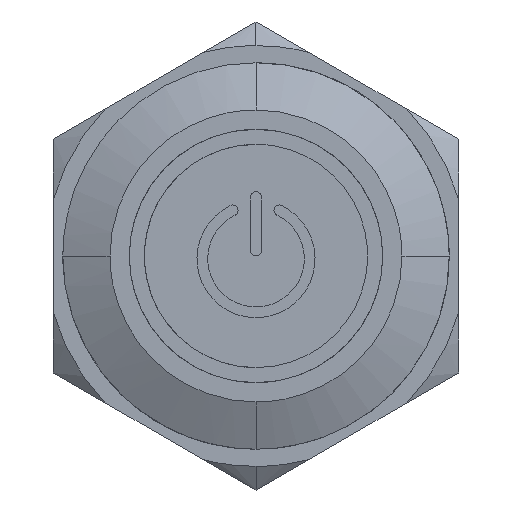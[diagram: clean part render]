
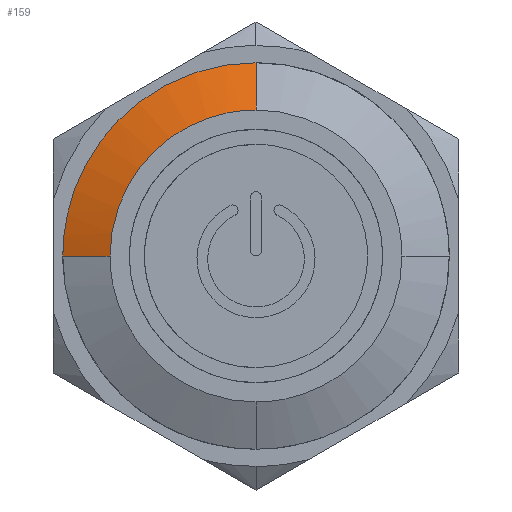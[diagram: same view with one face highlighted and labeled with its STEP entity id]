
A CAD part, front view. The second image highlights one B-rep face of the part: STEP entity #159.
In plain terms, the highlighted free-form (B-spline) face has degree [1, 2] with [2, 3] control points.
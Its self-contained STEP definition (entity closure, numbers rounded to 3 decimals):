
#159=ADVANCED_FACE('',(#288),#4140,.T.);
#288=FACE_OUTER_BOUND('',#431,.T.);
#431=EDGE_LOOP('',(#977,#978,#979,#980));
#977=ORIENTED_EDGE('',*,*,#3035,.T.);
#978=ORIENTED_EDGE('',*,*,#3036,.T.);
#979=ORIENTED_EDGE('',*,*,#3037,.T.);
#980=ORIENTED_EDGE('',*,*,#3038,.T.);
#1181=(
BOUNDED_CURVE()
B_SPLINE_CURVE(2,(#8524,#8525,#8526),.UNSPECIFIED.,.F.,.F.)
B_SPLINE_CURVE_WITH_KNOTS((3,3),(-10.681,0.),.UNSPECIFIED.)
CURVE()
GEOMETRIC_REPRESENTATION_ITEM()
RATIONAL_B_SPLINE_CURVE((1.,0.707,1.))
REPRESENTATION_ITEM('')
);
#1182=(
BOUNDED_CURVE()
B_SPLINE_CURVE(1,(#8529,#8530),.UNSPECIFIED.,.F.,.F.)
B_SPLINE_CURVE_WITH_KNOTS((2,2),(0.,2.417),.UNSPECIFIED.)
CURVE()
GEOMETRIC_REPRESENTATION_ITEM()
RATIONAL_B_SPLINE_CURVE((1.,1.))
REPRESENTATION_ITEM('')
);
#1183=(
BOUNDED_CURVE()
B_SPLINE_CURVE(2,(#8533,#8534,#8535),.UNSPECIFIED.,.F.,.F.)
B_SPLINE_CURVE_WITH_KNOTS((3,3),(0.,10.681),.UNSPECIFIED.)
CURVE()
GEOMETRIC_REPRESENTATION_ITEM()
RATIONAL_B_SPLINE_CURVE((1.,0.707,1.))
REPRESENTATION_ITEM('')
);
#1184=(
BOUNDED_CURVE()
B_SPLINE_CURVE(1,(#8538,#8539),.UNSPECIFIED.,.F.,.F.)
B_SPLINE_CURVE_WITH_KNOTS((2,2),(-2.417,0.),.UNSPECIFIED.)
CURVE()
GEOMETRIC_REPRESENTATION_ITEM()
RATIONAL_B_SPLINE_CURVE((1.,1.))
REPRESENTATION_ITEM('')
);
#1201=(
BOUNDED_CURVE()
B_SPLINE_CURVE(2,(#8634,#8635,#8636),.UNSPECIFIED.,.F.,.F.)
B_SPLINE_CURVE_WITH_KNOTS((3,3),(-10.681,0.),.UNSPECIFIED.)
CURVE()
GEOMETRIC_REPRESENTATION_ITEM()
RATIONAL_B_SPLINE_CURVE((1.,0.707,1.))
REPRESENTATION_ITEM('')
);
#1750=PCURVE('',#4140,#2364);
#1751=PCURVE('',#4140,#2365);
#1752=PCURVE('',#4140,#2366);
#1753=PCURVE('',#4140,#2367);
#1755=PCURVE('',#4141,#2369);
#1764=PCURVE('',#4143,#2378);
#1774=PCURVE('',#4103,#2388);
#1812=PCURVE('',#4152,#2426);
#2364=DEFINITIONAL_REPRESENTATION('',(#3752),#8884);
#2365=DEFINITIONAL_REPRESENTATION('',(#3753),#8884);
#2366=DEFINITIONAL_REPRESENTATION('',(#3754),#8884);
#2367=DEFINITIONAL_REPRESENTATION('',(#3755),#8884);
#2369=DEFINITIONAL_REPRESENTATION('',(#3757),#8884);
#2378=DEFINITIONAL_REPRESENTATION('',(#3766),#8884);
#2388=DEFINITIONAL_REPRESENTATION('',(#1201),#8884);
#2426=DEFINITIONAL_REPRESENTATION('',(#3802),#8884);
#2728=SURFACE_CURVE('',#1181,(#1750,#1774),.PCURVE_S1.);
#2729=SURFACE_CURVE('',#1182,(#1751,#1764),.PCURVE_S1.);
#2730=SURFACE_CURVE('',#1183,(#1752,#1812),.PCURVE_S1.);
#2731=SURFACE_CURVE('',#1184,(#1753,#1755),.PCURVE_S1.);
#3035=EDGE_CURVE('',#4009,#4008,#2728,.T.);
#3036=EDGE_CURVE('',#4008,#3988,#2729,.T.);
#3037=EDGE_CURVE('',#3988,#3989,#2730,.T.);
#3038=EDGE_CURVE('',#3989,#4009,#2731,.T.);
#3752=B_SPLINE_CURVE_WITH_KNOTS('',1,(#8527,#8528),.UNSPECIFIED.,.F.,.F.,
(2,2),(-10.681,0.),.UNSPECIFIED.);
#3753=B_SPLINE_CURVE_WITH_KNOTS('',1,(#8531,#8532),.UNSPECIFIED.,.F.,.F.,
(2,2),(0.,2.417),.UNSPECIFIED.);
#3754=B_SPLINE_CURVE_WITH_KNOTS('',1,(#8536,#8537),.UNSPECIFIED.,.F.,.F.,
(2,2),(0.,10.681),.UNSPECIFIED.);
#3755=B_SPLINE_CURVE_WITH_KNOTS('',1,(#8540,#8541),.UNSPECIFIED.,.F.,.F.,
(2,2),(-2.417,0.),.UNSPECIFIED.);
#3757=B_SPLINE_CURVE_WITH_KNOTS('',1,(#8547,#8548),.UNSPECIFIED.,.F.,.F.,
(2,2),(-2.417,0.),.UNSPECIFIED.);
#3766=B_SPLINE_CURVE_WITH_KNOTS('',1,(#8575,#8576),.UNSPECIFIED.,.F.,.F.,
(2,2),(0.,2.417),.UNSPECIFIED.);
#3802=B_SPLINE_CURVE_WITH_KNOTS('',1,(#8797,#8798),.UNSPECIFIED.,.F.,.F.,
(2,2),(0.,10.681),.UNSPECIFIED.);
#3988=VERTEX_POINT('',#8077);
#3989=VERTEX_POINT('',#8078);
#4008=VERTEX_POINT('',#8097);
#4009=VERTEX_POINT('',#8098);
#4103=B_SPLINE_SURFACE_WITH_KNOTS('',1,1,((#7868,#7869),(#7870,#7871)),
 .UNSPECIFIED.,.F.,.F.,.F.,(2,2),(2,2),(-6.936,6.936),
(-12.836,1.036),.UNSPECIFIED.);
#4140=(
BOUNDED_SURFACE()
B_SPLINE_SURFACE(1,2,((#7830,#7831,#7832),(#7833,#7834,#7835)),
 .UNSPECIFIED.,.F.,.F.,.F.)
B_SPLINE_SURFACE_WITH_KNOTS((2,2),(3,3),(0.,2.417),(0.,10.681),
 .UNSPECIFIED.)
GEOMETRIC_REPRESENTATION_ITEM()
RATIONAL_B_SPLINE_SURFACE(((1.,0.707,1.),(1.,0.707,
1.)))
REPRESENTATION_ITEM('')
SURFACE()
);
#4141=(
BOUNDED_SURFACE()
B_SPLINE_SURFACE(1,2,((#7836,#7837,#7838),(#7839,#7840,#7841)),
 .UNSPECIFIED.,.F.,.F.,.F.)
B_SPLINE_SURFACE_WITH_KNOTS((2,2),(3,3),(0.,2.417),(10.681,
21.363),.UNSPECIFIED.)
GEOMETRIC_REPRESENTATION_ITEM()
RATIONAL_B_SPLINE_SURFACE(((1.,0.707,1.),(1.,0.707,
1.)))
REPRESENTATION_ITEM('')
SURFACE()
);
#4143=(
BOUNDED_SURFACE()
B_SPLINE_SURFACE(1,2,((#7848,#7849,#7850),(#7851,#7852,#7853)),
 .UNSPECIFIED.,.F.,.F.,.F.)
B_SPLINE_SURFACE_WITH_KNOTS((2,2),(3,3),(0.,2.417),(32.044,
42.726),.UNSPECIFIED.)
GEOMETRIC_REPRESENTATION_ITEM()
RATIONAL_B_SPLINE_SURFACE(((1.,0.707,1.),(1.,0.707,
1.)))
REPRESENTATION_ITEM('')
SURFACE()
);
#4152=(
BOUNDED_SURFACE()
B_SPLINE_SURFACE(2,2,((#7971,#7972,#7973),(#7974,#7975,#7976),(#7977,#7978,
#7979),(#7980,#7981,#7982),(#7983,#7984,#7985)),.UNSPECIFIED.,.F.,.F.,.F.)
B_SPLINE_SURFACE_WITH_KNOTS((3,2,3),(3,3),(28.274,42.412,
56.549),(9.43,9.93),.UNSPECIFIED.)
GEOMETRIC_REPRESENTATION_ITEM()
RATIONAL_B_SPLINE_SURFACE(((1.,1.,1.),(0.707,0.707,
0.707),(1.,1.,1.),(0.707,0.707,0.707),
(1.,1.,1.)))
REPRESENTATION_ITEM('')
SURFACE()
);
#7830=CARTESIAN_POINT('',(0.,-1.5,6.8));
#7831=CARTESIAN_POINT('',(-6.8,-1.5,6.8));
#7832=CARTESIAN_POINT('',(-6.8,-1.5,0.));
#7833=CARTESIAN_POINT('',(0.,-0.5,9.));
#7834=CARTESIAN_POINT('',(-9.,-0.5,9.));
#7835=CARTESIAN_POINT('',(-9.,-0.5,0.));
#7836=CARTESIAN_POINT('',(-6.8,-1.5,0.));
#7837=CARTESIAN_POINT('',(-6.8,-1.5,-6.8));
#7838=CARTESIAN_POINT('',(0.,-1.5,-6.8));
#7839=CARTESIAN_POINT('',(-9.,-0.5,0.));
#7840=CARTESIAN_POINT('',(-9.,-0.5,-9.));
#7841=CARTESIAN_POINT('',(0.,-0.5,-9.));
#7848=CARTESIAN_POINT('',(6.8,-1.5,0.));
#7849=CARTESIAN_POINT('',(6.8,-1.5,6.8));
#7850=CARTESIAN_POINT('',(0.,-1.5,6.8));
#7851=CARTESIAN_POINT('',(9.,-0.5,0.));
#7852=CARTESIAN_POINT('',(9.,-0.5,9.));
#7853=CARTESIAN_POINT('',(0.,-0.5,9.));
#7868=CARTESIAN_POINT('',(-6.936,-1.5,-6.936));
#7869=CARTESIAN_POINT('',(-6.936,-1.5,6.936));
#7870=CARTESIAN_POINT('',(6.936,-1.5,-6.936));
#7871=CARTESIAN_POINT('',(6.936,-1.5,6.936));
#7971=CARTESIAN_POINT('',(0.,-0.5,-9.));
#7972=CARTESIAN_POINT('',(0.,-0.25,-9.));
#7973=CARTESIAN_POINT('',(0.,0.,-9.));
#7974=CARTESIAN_POINT('',(-9.,-0.5,-9.));
#7975=CARTESIAN_POINT('',(-9.,-0.25,-9.));
#7976=CARTESIAN_POINT('',(-9.,0.,-9.));
#7977=CARTESIAN_POINT('',(-9.,-0.5,0.));
#7978=CARTESIAN_POINT('',(-9.,-0.25,0.));
#7979=CARTESIAN_POINT('',(-9.,0.,0.));
#7980=CARTESIAN_POINT('',(-9.,-0.5,9.));
#7981=CARTESIAN_POINT('',(-9.,-0.25,9.));
#7982=CARTESIAN_POINT('',(-9.,0.,9.));
#7983=CARTESIAN_POINT('',(0.,-0.5,9.));
#7984=CARTESIAN_POINT('',(0.,-0.25,9.));
#7985=CARTESIAN_POINT('',(0.,0.,9.));
#8077=CARTESIAN_POINT('',(0.,-0.5,9.));
#8078=CARTESIAN_POINT('',(-9.,-0.5,0.));
#8097=CARTESIAN_POINT('',(0.,-1.5,6.8));
#8098=CARTESIAN_POINT('',(-6.8,-1.5,0.));
#8524=CARTESIAN_POINT('',(-6.8,-1.5,0.));
#8525=CARTESIAN_POINT('',(-6.8,-1.5,6.8));
#8526=CARTESIAN_POINT('',(0.,-1.5,6.8));
#8527=CARTESIAN_POINT('',(0.,10.681));
#8528=CARTESIAN_POINT('',(0.,0.));
#8529=CARTESIAN_POINT('',(0.,-1.5,6.8));
#8530=CARTESIAN_POINT('',(0.,-0.5,9.));
#8531=CARTESIAN_POINT('',(0.,0.));
#8532=CARTESIAN_POINT('',(2.417,0.));
#8533=CARTESIAN_POINT('',(0.,-0.5,9.));
#8534=CARTESIAN_POINT('',(-9.,-0.5,9.));
#8535=CARTESIAN_POINT('',(-9.,-0.5,0.));
#8536=CARTESIAN_POINT('',(2.417,0.));
#8537=CARTESIAN_POINT('',(2.417,10.681));
#8538=CARTESIAN_POINT('',(-9.,-0.5,0.));
#8539=CARTESIAN_POINT('',(-6.8,-1.5,0.));
#8540=CARTESIAN_POINT('',(2.417,10.681));
#8541=CARTESIAN_POINT('',(0.,10.681));
#8547=CARTESIAN_POINT('',(2.417,10.681));
#8548=CARTESIAN_POINT('',(0.,10.681));
#8575=CARTESIAN_POINT('',(0.,42.726));
#8576=CARTESIAN_POINT('',(2.417,42.726));
#8634=CARTESIAN_POINT('',(-6.8,-5.9));
#8635=CARTESIAN_POINT('',(-6.8,0.9));
#8636=CARTESIAN_POINT('',(0.,0.9));
#8797=CARTESIAN_POINT('',(56.549,9.43));
#8798=CARTESIAN_POINT('',(42.412,9.43));
#8884=(
GEOMETRIC_REPRESENTATION_CONTEXT(2)
PARAMETRIC_REPRESENTATION_CONTEXT()
REPRESENTATION_CONTEXT('pspace','')
);
